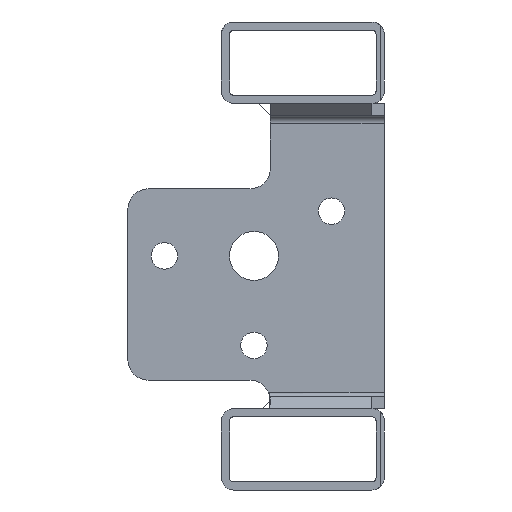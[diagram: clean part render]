
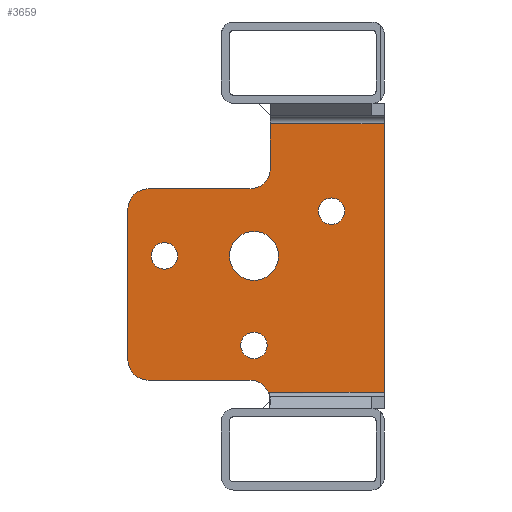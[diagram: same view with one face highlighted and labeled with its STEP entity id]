
A CAD part, front view. The second image highlights one B-rep face of the part: STEP entity #3659.
In plain terms, the highlighted planar face has unit normal (0, -1, 0).
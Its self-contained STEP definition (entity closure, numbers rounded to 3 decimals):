
#1106=DIRECTION('',(1.,0.,0.));
#1107=VECTOR('',#1106,28.417);
#1108=CARTESIAN_POINT('',(22.526,2632.,1636.));
#1109=LINE('',#1108,#1107);
#1110=CARTESIAN_POINT('',(18.943,2632.,1669.524));
#1111=DIRECTION('',(0.,1.,0.));
#1112=DIRECTION('',(1.,0.,0.));
#1113=AXIS2_PLACEMENT_3D('',#1110,#1111,#1112);
#1115=CARTESIAN_POINT('',(18.943,2632.,1669.524));
#1116=DIRECTION('',(0.,1.,0.));
#1117=DIRECTION('',(-1.,0.,0.));
#1118=AXIS2_PLACEMENT_3D('',#1115,#1116,#1117);
#1120=CARTESIAN_POINT('',(-3.057,2632.,1669.524));
#1121=DIRECTION('',(0.,-1.,0.));
#1122=DIRECTION('',(0.,0.,1.));
#1123=AXIS2_PLACEMENT_3D('',#1120,#1121,#1122);
#1125=CARTESIAN_POINT('',(-3.057,2632.,1669.524));
#1126=DIRECTION('',(0.,-1.,0.));
#1127=DIRECTION('',(0.,0.,-1.));
#1128=AXIS2_PLACEMENT_3D('',#1125,#1126,#1127);
#1130=CARTESIAN_POINT('',(18.943,2632.,1647.524));
#1131=DIRECTION('',(0.,-1.,0.));
#1132=DIRECTION('',(0.,0.,1.));
#1133=AXIS2_PLACEMENT_3D('',#1130,#1131,#1132);
#1135=CARTESIAN_POINT('',(18.943,2632.,1647.524));
#1136=DIRECTION('',(0.,-1.,0.));
#1137=DIRECTION('',(0.,0.,-1.));
#1138=AXIS2_PLACEMENT_3D('',#1135,#1136,#1137);
#1140=CARTESIAN_POINT('',(37.995,2632.,1680.525));
#1141=DIRECTION('',(0.,-1.,0.));
#1142=DIRECTION('',(0.,0.,1.));
#1143=AXIS2_PLACEMENT_3D('',#1140,#1141,#1142);
#1145=CARTESIAN_POINT('',(37.995,2632.,1680.525));
#1146=DIRECTION('',(0.,-1.,0.));
#1147=DIRECTION('',(0.,0.,-1.));
#1148=AXIS2_PLACEMENT_3D('',#1145,#1146,#1147);
#1150=DIRECTION('',(1.,0.,0.));
#1151=VECTOR('',#1150,28.);
#1152=CARTESIAN_POINT('',(22.943,2632.,1702.));
#1153=LINE('',#1152,#1151);
#1154=CARTESIAN_POINT('',(17.943,2632.,1634.));
#1155=DIRECTION('',(0.,1.,0.));
#1156=DIRECTION('',(0.,0.,1.));
#1157=AXIS2_PLACEMENT_3D('',#1154,#1155,#1156);
#1159=DIRECTION('',(1.,0.,0.));
#1160=VECTOR('',#1159,25.);
#1161=CARTESIAN_POINT('',(-7.057,2632.,1639.));
#1162=LINE('',#1161,#1160);
#1163=CARTESIAN_POINT('',(-7.057,2632.,1644.));
#1164=DIRECTION('',(0.,-1.,0.));
#1165=DIRECTION('',(-1.,0.,0.));
#1166=AXIS2_PLACEMENT_3D('',#1163,#1164,#1165);
#1168=CARTESIAN_POINT('',(-7.057,2632.,1681.));
#1169=DIRECTION('',(0.,-1.,0.));
#1170=DIRECTION('',(0.,0.,1.));
#1171=AXIS2_PLACEMENT_3D('',#1168,#1169,#1170);
#1173=CARTESIAN_POINT('',(17.943,2632.,1691.));
#1174=DIRECTION('',(0.,1.,0.));
#1175=DIRECTION('',(1.,0.,0.));
#1176=AXIS2_PLACEMENT_3D('',#1173,#1174,#1175);
#1178=DIRECTION('',(0.,0.,-1.));
#1179=VECTOR('',#1178,11.);
#1180=CARTESIAN_POINT('',(22.943,2632.,1702.));
#1181=LINE('',#1180,#1179);
#1333=DIRECTION('',(0.,0.,-1.));
#1334=VECTOR('',#1333,66.);
#1335=CARTESIAN_POINT('',(50.943,2632.,1702.));
#1336=LINE('',#1335,#1334);
#1420=DIRECTION('',(1.,0.,0.));
#1421=VECTOR('',#1420,25.);
#1422=CARTESIAN_POINT('',(-7.057,2632.,1686.));
#1423=LINE('',#1422,#1421);
#1432=DIRECTION('',(0.,0.,1.));
#1433=VECTOR('',#1432,37.);
#1434=CARTESIAN_POINT('',(-12.057,2632.,1644.));
#1435=LINE('',#1434,#1433);
#2025=CARTESIAN_POINT('',(-7.057,2632.,1639.));
#2026=CARTESIAN_POINT('',(17.943,2632.,1639.));
#2027=VERTEX_POINT('',#2025);
#2028=VERTEX_POINT('',#2026);
#2029=CARTESIAN_POINT('',(22.526,2632.,1636.));
#2030=VERTEX_POINT('',#2029);
#2031=CARTESIAN_POINT('',(22.943,2632.,1702.));
#2032=CARTESIAN_POINT('',(22.943,2632.,1691.));
#2033=VERTEX_POINT('',#2031);
#2034=VERTEX_POINT('',#2032);
#2035=CARTESIAN_POINT('',(17.943,2632.,1686.));
#2036=VERTEX_POINT('',#2035);
#2037=CARTESIAN_POINT('',(-7.057,2632.,1686.));
#2038=VERTEX_POINT('',#2037);
#2039=CARTESIAN_POINT('',(-12.057,2632.,1681.));
#2040=VERTEX_POINT('',#2039);
#2041=CARTESIAN_POINT('',(-12.057,2632.,1644.));
#2042=VERTEX_POINT('',#2041);
#2250=CARTESIAN_POINT('',(50.943,2632.,1702.));
#2251=VERTEX_POINT('',#2250);
#2252=CARTESIAN_POINT('',(50.943,2632.,1636.));
#2253=VERTEX_POINT('',#2252);
#2276=CARTESIAN_POINT('',(24.943,2632.,1669.524));
#2277=CARTESIAN_POINT('',(12.943,2632.,1669.524));
#2278=VERTEX_POINT('',#2276);
#2279=VERTEX_POINT('',#2277);
#2288=CARTESIAN_POINT('',(37.995,2632.,1683.775));
#2289=CARTESIAN_POINT('',(37.995,2632.,1677.275));
#2290=VERTEX_POINT('',#2288);
#2291=VERTEX_POINT('',#2289);
#2296=CARTESIAN_POINT('',(18.943,2632.,1650.774));
#2297=CARTESIAN_POINT('',(18.943,2632.,1644.274));
#2298=VERTEX_POINT('',#2296);
#2299=VERTEX_POINT('',#2297);
#2304=CARTESIAN_POINT('',(-3.057,2632.,1672.774));
#2305=CARTESIAN_POINT('',(-3.057,2632.,1666.274));
#2306=VERTEX_POINT('',#2304);
#2307=VERTEX_POINT('',#2305);
#3607=CARTESIAN_POINT('',(47.943,2632.,1702.));
#3608=DIRECTION('',(0.,1.,0.));
#3609=DIRECTION('',(0.,0.,1.));
#3610=AXIS2_PLACEMENT_3D('',#3607,#3608,#3609);
#3611=PLANE('',#3610);
#3613=ORIENTED_EDGE('',*,*,#3612,.T.);
#3615=ORIENTED_EDGE('',*,*,#3614,.T.);
#3616=ORIENTED_EDGE('',*,*,#3597,.F.);
#3618=ORIENTED_EDGE('',*,*,#3617,.F.);
#3620=ORIENTED_EDGE('',*,*,#3619,.F.);
#3622=ORIENTED_EDGE('',*,*,#3621,.F.);
#3624=ORIENTED_EDGE('',*,*,#3623,.T.);
#3626=ORIENTED_EDGE('',*,*,#3625,.F.);
#3628=ORIENTED_EDGE('',*,*,#3627,.T.);
#3630=ORIENTED_EDGE('',*,*,#3629,.F.);
#3632=ORIENTED_EDGE('',*,*,#3631,.F.);
#3633=EDGE_LOOP('',(#3613,#3615,#3616,#3618,#3620,#3622,#3624,#3626,#3628,#3630,
#3632));
#3634=FACE_OUTER_BOUND('',#3633,.F.);
#3636=ORIENTED_EDGE('',*,*,#3635,.T.);
#3638=ORIENTED_EDGE('',*,*,#3637,.T.);
#3639=EDGE_LOOP('',(#3636,#3638));
#3640=FACE_BOUND('',#3639,.F.);
#3642=ORIENTED_EDGE('',*,*,#3641,.T.);
#3644=ORIENTED_EDGE('',*,*,#3643,.T.);
#3645=EDGE_LOOP('',(#3642,#3644));
#3646=FACE_BOUND('',#3645,.F.);
#3648=ORIENTED_EDGE('',*,*,#3647,.T.);
#3650=ORIENTED_EDGE('',*,*,#3649,.T.);
#3651=EDGE_LOOP('',(#3648,#3650));
#3652=FACE_BOUND('',#3651,.F.);
#3654=ORIENTED_EDGE('',*,*,#3653,.F.);
#3656=ORIENTED_EDGE('',*,*,#3655,.F.);
#3657=EDGE_LOOP('',(#3654,#3656));
#3658=FACE_BOUND('',#3657,.F.);
#3659=ADVANCED_FACE('',(#3634,#3640,#3646,#3652,#3658),#3611,.F.);
#1114=CIRCLE('',#1113,6.);
#1119=CIRCLE('',#1118,6.);
#1124=CIRCLE('',#1123,3.25);
#1129=CIRCLE('',#1128,3.25);
#1134=CIRCLE('',#1133,3.25);
#1139=CIRCLE('',#1138,3.25);
#1144=CIRCLE('',#1143,3.25);
#1149=CIRCLE('',#1148,3.25);
#1158=CIRCLE('',#1157,5.);
#1167=CIRCLE('',#1166,5.);
#1172=CIRCLE('',#1171,5.);
#1177=CIRCLE('',#1176,5.);
#3597=EDGE_CURVE('',#2030,#2253,#1109,.T.);
#3612=EDGE_CURVE('',#2033,#2251,#1153,.T.);
#3614=EDGE_CURVE('',#2251,#2253,#1336,.T.);
#3617=EDGE_CURVE('',#2028,#2030,#1158,.T.);
#3619=EDGE_CURVE('',#2027,#2028,#1162,.T.);
#3621=EDGE_CURVE('',#2042,#2027,#1167,.T.);
#3623=EDGE_CURVE('',#2042,#2040,#1435,.T.);
#3625=EDGE_CURVE('',#2038,#2040,#1172,.T.);
#3627=EDGE_CURVE('',#2038,#2036,#1423,.T.);
#3629=EDGE_CURVE('',#2034,#2036,#1177,.T.);
#3631=EDGE_CURVE('',#2033,#2034,#1181,.T.);
#3635=EDGE_CURVE('',#2306,#2307,#1124,.T.);
#3637=EDGE_CURVE('',#2307,#2306,#1129,.T.);
#3641=EDGE_CURVE('',#2298,#2299,#1134,.T.);
#3643=EDGE_CURVE('',#2299,#2298,#1139,.T.);
#3647=EDGE_CURVE('',#2290,#2291,#1144,.T.);
#3649=EDGE_CURVE('',#2291,#2290,#1149,.T.);
#3653=EDGE_CURVE('',#2278,#2279,#1114,.T.);
#3655=EDGE_CURVE('',#2279,#2278,#1119,.T.);
